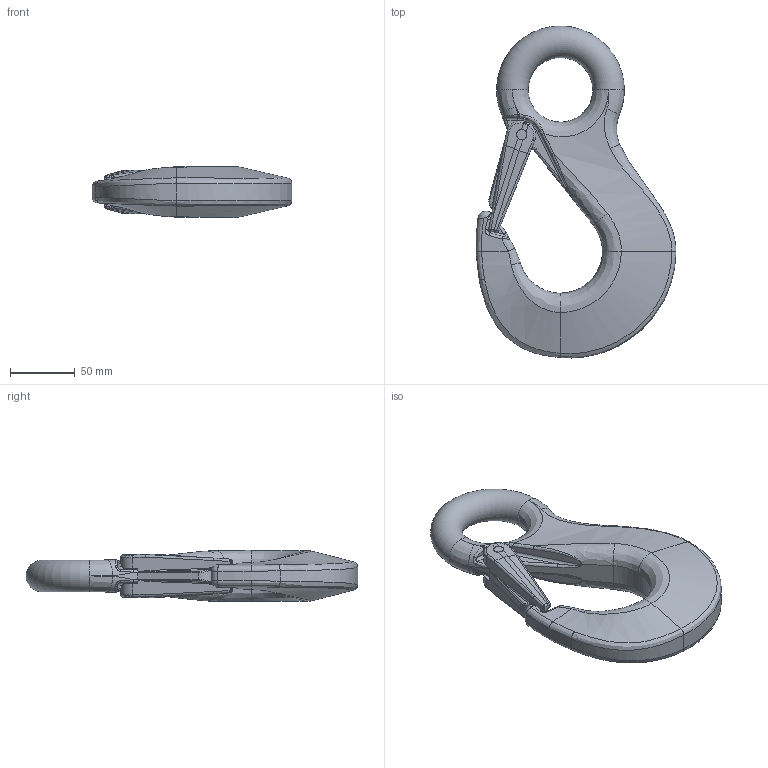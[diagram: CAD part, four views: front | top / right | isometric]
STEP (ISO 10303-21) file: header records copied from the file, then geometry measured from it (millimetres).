
FILE_DESCRIPTION(/* description */ (''),/* implementation_level */ '2;1');
FILE_NAME(/* name */ 'HSW 16 Kundenmodell',/* time_stamp */ '2009-07-22T13:40:37+02:00',/* author */ (''),/* organization */ (''),/* preprocessor_version */ 'ST-DEVELOPER v9',/* originating_system */ 'UGS - NX 4.0',/* authorisation */ '');
FILE_SCHEMA (('AUTOMOTIVE_DESIGN { 1 0 10303 214 1 1 1 1 }'));
Length unit declared in the file: millimetre
Products named in the file (1): ritFDE563wh
Bounding box: 154.93 x 257.25 x 39.94 mm (x, y, z)
Volume: 530676 mm3; surface area: 69750.3 mm2
Topology: 2 solids, 2 shells, 336 faces, 813 edges, 469 vertices
Faces by surface type: bspline 146, cylinder 108, plane 66, torus 10, sphere 4, extrusion 2
Full cylindrical faces by diameter (mm): 8 x4
Entity records: 18011 total; most frequent: CARTESIAN_POINT 11305, ORIENTED_EDGE 1592, DIRECTION 1155, EDGE_CURVE 796, VERTEX_POINT 467, AXIS2_PLACEMENT_3D 462, EDGE_LOOP 345, ADVANCED_FACE 336
